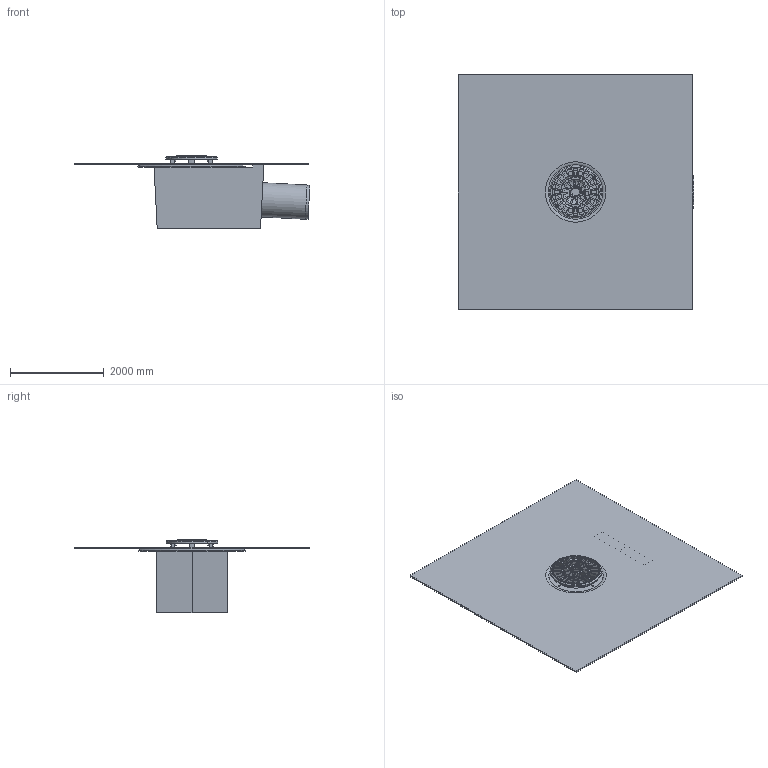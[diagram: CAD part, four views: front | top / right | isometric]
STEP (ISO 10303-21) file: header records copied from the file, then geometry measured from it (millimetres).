
FILE_DESCRIPTION(/* description */ (''),/* implementation_level */ '2;1');
FILE_NAME(/* name */ '15571.070X_3D.stp',/* time_stamp */ '2024-12-12T06:54:19+01:00',/* author */ ('CAD'),/* organization */ (''),/* preprocessor_version */ 'ST-DEVELOPER v20',/* originating_system */ 'AutoCAD Mechanical',/* authorisation */ '');
FILE_SCHEMA (('AUTOMOTIVE_DESIGN { 1 0 10303 214 3 1 1 }'));
Length unit declared in the file: centimetre
Products named in the file (2): Product; *S0
Assembly tree (1 placements, depth 2):
  Product
    *S0
Bounding box: 5018.83 x 5000 x 1556.3 mm (x, y, z)
Volume: 4054614416.5 mm3; surface area: 110472602.6 mm2
Topology: 11 solids, 11 shells, 565 faces, 1602 edges, 1053 vertices
Faces by surface type: cylinder 269, plane 167, cone 51, torus 46, bspline 19, sphere 13
Full cylindrical faces by diameter (mm): 20 x8, 32 x2, 52 x2, 170 x1, 698 x1, 720 x1, 730 x2, 732 x1, 736 x1, 770 x1, 810 x1, 885 x1, 900 x1, 901 x1, 905 x1, 953.818 x1, 965 x2, 980 x1, 1000 x1, 1030 x1, 1100 x1
Entity records: 23291 total; most frequent: CARTESIAN_POINT 8394, ORIENTED_EDGE 3202, DIRECTION 3069, EDGE_CURVE 1601, AXIS2_PLACEMENT_3D 1209, VERTEX_POINT 1051, EDGE_LOOP 668, LINE 651
